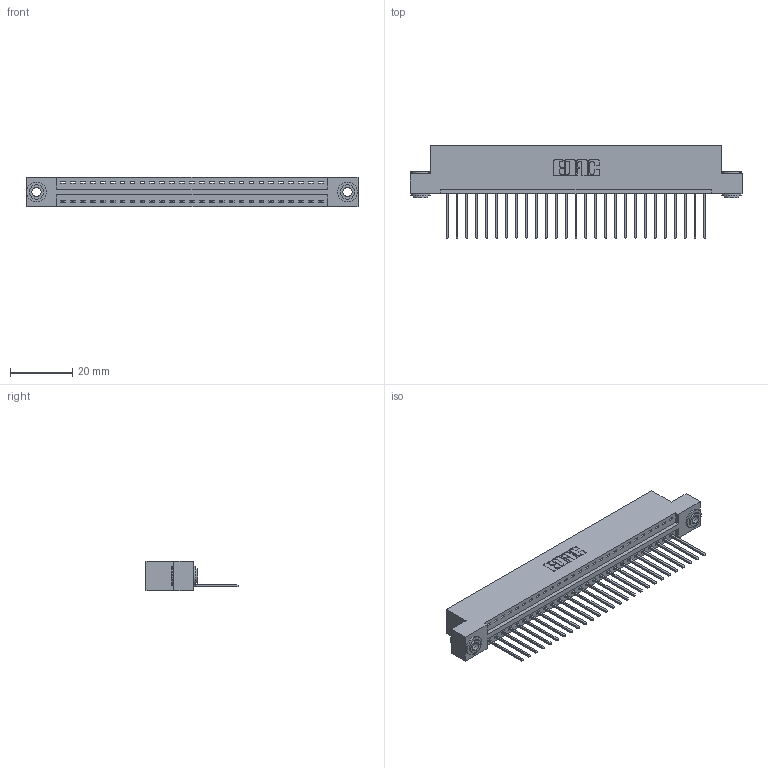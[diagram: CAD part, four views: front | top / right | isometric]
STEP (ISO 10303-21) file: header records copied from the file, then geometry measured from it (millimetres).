
FILE_DESCRIPTION (( 'STEP AP203' ), '1' );
FILE_NAME ('396-027-540-103.STEP', '2018-09-05T01:51:07', ( '' ), ( '' ), 'SwSTEP 2.0', 'SolidWorks 2016', '' );
FILE_SCHEMA (( 'CONFIG_CONTROL_DESIGN' ));
Length unit declared in the file: inch
Products named in the file (4): 345-292-001_345-293-140; 345-250-002_345-250-002-102; 396-027-540-103; 346 Part_Flush Mounting Lugs - 0.156 Dia-TH
Assembly tree (30 placements, depth 2):
  396-027-540-103
    346 Part_Flush Mounting Lugs - 0.156 Dia-TH
    345-292-001_345-293-140  x27
    345-250-002_345-250-002-102  x2
Bounding box: 106.3 x 29.46 x 9.4 mm (x, y, z)
Volume: 10127.8 mm3; surface area: 12982.7 mm2
Topology: 30 solids, 30 shells, 1726 faces, 5157 edges, 3398 vertices
Faces by surface type: plane 1166, cylinder 552, cone 8
Entity records: 19444 total; most frequent: CARTESIAN_POINT 3316, ORIENTED_EDGE 3270, DIRECTION 2975, EDGE_CURVE 1635, VECTOR 1371, LINE 1371, VERTEX_POINT 1086, AXIS2_PLACEMENT_3D 802
